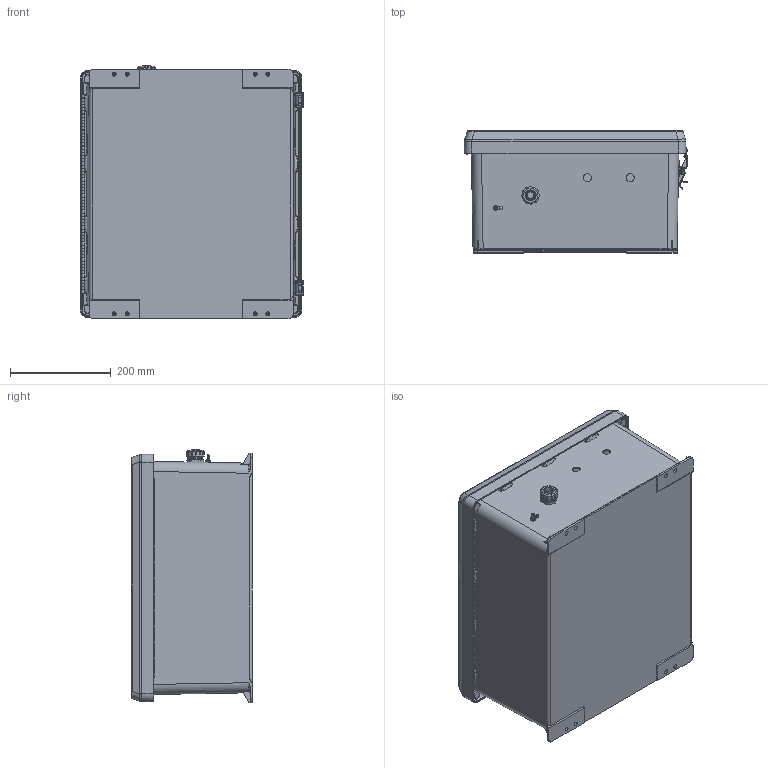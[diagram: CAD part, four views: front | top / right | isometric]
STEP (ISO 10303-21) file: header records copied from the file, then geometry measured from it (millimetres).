
FILE_DESCRIPTION (( 'STEP AP214' ), '1' );
FILE_NAME ('TEF181608-000DR.STEP', '2019-05-09T14:43:19', ( '' ), ( '' ), 'SwSTEP 2.0', 'SolidWorks 2018', '' );
FILE_SCHEMA (( 'AUTOMOTIVE_DESIGN' ));
Length unit declared in the file: inch
Products named in the file (16): XCA-TERM-0007-UL; 1AJ09-063; XC-0003; XNB181608-01; NB181608-DoorClasp-1; NB181608-Lid; NB181608-Box; FHP_10-24_.75MS; 10-Interna lLockWasher; XCT-0005; NB181608-Hinge; TEF181608-000DR; 1BE04-023; 10-24 HexNut; NB181608-DoorClasp-2
Assembly tree (20 placements, depth 4):
  TEF181608-000DR
    XNB181608-01
      NB181608-Box
      NB181608-Hinge  x2
      NB181608-Lid
      NB181608-DoorClasp-1  x2
      NB181608-DoorClasp-2  x2
      XC-0003
      FHP_10-24_.75MS
      10-Interna lLockWasher
      10-24 HexNut
      XCT-0005
      XCA-TERM-0007-UL
        XCA-TERM-0007-UL
        1AJ09-063  x2
    1BE04-023  x2
Bounding box: 443.48 x 242 x 502.84 mm (x, y, z)
Volume: 3197417 mm3; surface area: 1879853.2 mm2
Topology: 24 solids, 25 shells, 2947 faces, 7411 edges, 4491 vertices
Faces by surface type: cylinder 948, cone 807, plane 795, torus 219, bspline 178
Entity records: 83663 total; most frequent: CARTESIAN_POINT 22296, ORIENTED_EDGE 10830, DIRECTION 10712, EDGE_CURVE 5415, AXIS2_PLACEMENT_3D 4079, VERTEX_POINT 3307, LINE 2554, VECTOR 2554
